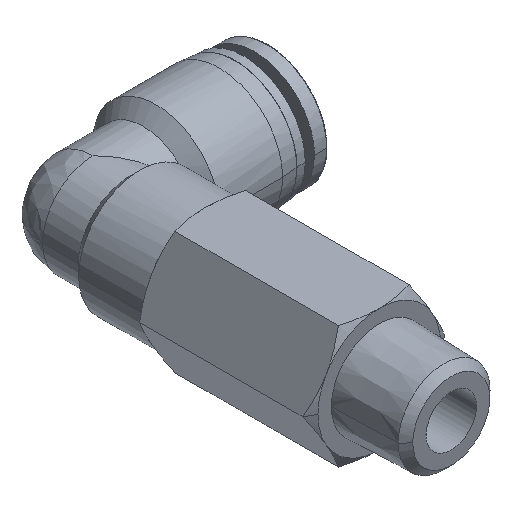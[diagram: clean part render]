
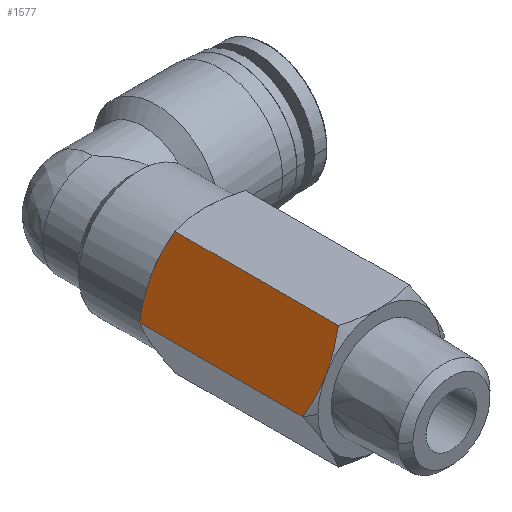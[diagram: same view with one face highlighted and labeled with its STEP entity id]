
A CAD part, isometric view. The second image highlights one B-rep face of the part: STEP entity #1577.
In plain terms, the highlighted planar face has unit normal (-0.866, 0, 0.5).
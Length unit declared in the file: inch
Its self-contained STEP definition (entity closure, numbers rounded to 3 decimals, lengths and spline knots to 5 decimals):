
#111 = EDGE_LOOP ( 'NONE', ( #673, #653, #3980, #4595, #466, #3010 ) ) ;
#143 = B_SPLINE_CURVE_WITH_KNOTS ( 'NONE', 3,
 ( #2174, #3726, #997, #3802, #1420, #4200 ),
 .UNSPECIFIED., .F., .F.,
 ( 4, 2, 4 ),
 ( 0., 0.5, 1. ),
 .UNSPECIFIED. ) ;
#230 = CARTESIAN_POINT ( 'NONE',  ( -0.32654, -0.94817, 0.1037 ) ) ;
#333 = CARTESIAN_POINT ( 'NONE',  ( -0.38642, -0.02989, 0. ) ) ;
#466 = ORIENTED_EDGE ( 'NONE', *, *, #3642, .T. ) ;
#479 = CARTESIAN_POINT ( 'NONE',  ( -0.21027, -0.93223, 0.30508 ) ) ;
#548 = VERTEX_POINT ( 'NONE', #1537 ) ;
#615 = CARTESIAN_POINT ( 'NONE',  ( -0.19321, -0.02989, 0.33465 ) ) ;
#636 = CARTESIAN_POINT ( 'NONE',  ( -0.33241, -0.9466, 0.09354 ) ) ;
#653 = ORIENTED_EDGE ( 'NONE', *, *, #5057, .F. ) ;
#673 = ORIENTED_EDGE ( 'NONE', *, *, #3234, .F. ) ;
#703 = DIRECTION ( 'NONE',  ( -0.866, 0., 0.5 ) ) ;
#873 = CARTESIAN_POINT ( 'NONE',  ( -0.22686, -0.93959, 0.27634 ) ) ;
#946 = CARTESIAN_POINT ( 'NONE',  ( -0.38642, -0.95276, 0. ) ) ;
#981 = LINE ( 'NONE', #946, #3004 ) ;
#996 = EDGE_CURVE ( 'NONE', #2691, #3422, #3901, .T. ) ;
#997 = CARTESIAN_POINT ( 'NONE',  ( -0.22748, -0.01222, 0.27529 ) ) ;
#1034 = CARTESIAN_POINT ( 'NONE',  ( -0.33532, -0.94574, 0.08849 ) ) ;
#1141 = CARTESIAN_POINT ( 'NONE',  ( -0.28981, 0., 0.16732 ) ) ;
#1296 = CARTESIAN_POINT ( 'NONE',  ( -0.23611, -0.94307, 0.26033 ) ) ;
#1339 = AXIS2_PLACEMENT_3D ( 'NONE', #3120, #703, #3500 ) ;
#1420 = CARTESIAN_POINT ( 'NONE',  ( -0.27459, 0., 0.1937 ) ) ;
#1444 = CARTESIAN_POINT ( 'NONE',  ( -0.28981, -0.95276, 0.16732 ) ) ;
#1457 = CARTESIAN_POINT ( 'NONE',  ( -0.36914, -0.93284, 0.02992 ) ) ;
#1537 = CARTESIAN_POINT ( 'NONE',  ( -0.19321, -0.92287, 0.33465 ) ) ;
#1577 = ADVANCED_FACE ( 'NONE', ( #2164 ), #2713, .T. ) ;
#1711 = CARTESIAN_POINT ( 'NONE',  ( -0.24123, -0.94478, 0.25147 ) ) ;
#1808 = EDGE_CURVE ( 'NONE', #548, #4115, #2081, .T. ) ;
#1907 = CARTESIAN_POINT ( 'NONE',  ( -0.19321, -0.95276, 0.33465 ) ) ;
#2081 = B_SPLINE_CURVE_WITH_KNOTS ( 'NONE', 3,
 ( #2879, #4461, #479, #3284, #873, #3678, #1296, #4079, #1711, #4476, #2128, #4869, #2530 ),
 .UNSPECIFIED., .F., .F.,
 ( 4, 2, 2, 1, 2, 2, 4 ),
 ( 0., 0.25, 0.375, 0.4375, 0.46875, 0.5, 1. ),
 .UNSPECIFIED. ) ;
#2128 = CARTESIAN_POINT ( 'NONE',  ( -0.25908, -0.95031, 0.22056 ) ) ;
#2164 = FACE_OUTER_BOUND ( 'NONE', #111, .T. ) ;
#2174 = CARTESIAN_POINT ( 'NONE',  ( -0.19321, -0.02989, 0.33465 ) ) ;
#2269 = CARTESIAN_POINT ( 'NONE',  ( -0.30527, -0.95214, 0.1405 ) ) ;
#2323 = DIRECTION ( 'NONE',  ( 0., 1., 0. ) ) ;
#2530 = CARTESIAN_POINT ( 'NONE',  ( -0.28981, -0.95276, 0.16732 ) ) ;
#2557 = EDGE_CURVE ( 'NONE', #548, #3680, #3477, .T. ) ;
#2657 = CARTESIAN_POINT ( 'NONE',  ( -0.3207, -0.94955, 0.11379 ) ) ;
#2691 = VERTEX_POINT ( 'NONE', #1141 ) ;
#2713 = PLANE ( 'NONE',  #1339 ) ;
#2879 = CARTESIAN_POINT ( 'NONE',  ( -0.19321, -0.92287, 0.33465 ) ) ;
#3004 = VECTOR ( 'NONE', #3791, 39.37008 ) ;
#3010 = ORIENTED_EDGE ( 'NONE', *, *, #996, .T. ) ;
#3045 = CARTESIAN_POINT ( 'NONE',  ( -0.32946, -0.94743, 0.09863 ) ) ;
#3050 = VERTEX_POINT ( 'NONE', #3640 ) ;
#3120 = CARTESIAN_POINT ( 'NONE',  ( -0.19321, -0.95276, 0.33465 ) ) ;
#3234 = EDGE_CURVE ( 'NONE', #3050, #3422, #981, .T. ) ;
#3284 = CARTESIAN_POINT ( 'NONE',  ( -0.22274, -0.93787, 0.28348 ) ) ;
#3360 = CARTESIAN_POINT ( 'NONE',  ( -0.38642, -0.02989, 0. ) ) ;
#3422 = VERTEX_POINT ( 'NONE', #333 ) ;
#3431 = CARTESIAN_POINT ( 'NONE',  ( -0.33437, -0.94602, 0.09014 ) ) ;
#3477 = LINE ( 'NONE', #1907, #4158 ) ;
#3500 = DIRECTION ( 'NONE',  ( 0.5, 0., 0.866 ) ) ;
#3578 = CARTESIAN_POINT ( 'NONE',  ( -0.36883, -0.01974, 0.03045 ) ) ;
#3597 = CARTESIAN_POINT ( 'NONE',  ( -0.35214, -0.01222, 0.05936 ) ) ;
#3611 = CARTESIAN_POINT ( 'NONE',  ( -0.32055, -0.00245, 0.11408 ) ) ;
#3636 = CARTESIAN_POINT ( 'NONE',  ( -0.30503, 0., 0.14096 ) ) ;
#3640 = CARTESIAN_POINT ( 'NONE',  ( -0.38642, -0.92287, 0. ) ) ;
#3642 = EDGE_CURVE ( 'NONE', #3680, #2691, #143, .T. ) ;
#3649 = CARTESIAN_POINT ( 'NONE',  ( -0.28981, 0., 0.16732 ) ) ;
#3678 = CARTESIAN_POINT ( 'NONE',  ( -0.23303, -0.94195, 0.26566 ) ) ;
#3680 = VERTEX_POINT ( 'NONE', #615 ) ;
#3726 = CARTESIAN_POINT ( 'NONE',  ( -0.21078, -0.01974, 0.30421 ) ) ;
#3791 = DIRECTION ( 'NONE',  ( 0., 1., 0. ) ) ;
#3802 = CARTESIAN_POINT ( 'NONE',  ( -0.25907, -0.00244, 0.22056 ) ) ;
#3828 = CARTESIAN_POINT ( 'NONE',  ( -0.29761, -0.95276, 0.15382 ) ) ;
#3838 = CARTESIAN_POINT ( 'NONE',  ( -0.35271, -0.94036, 0.05837 ) ) ;
#3901 = B_SPLINE_CURVE_WITH_KNOTS ( 'NONE', 3,
 ( #3649, #3636, #3611, #3597, #3578, #3360 ),
 .UNSPECIFIED., .F., .F.,
 ( 4, 2, 4 ),
 ( 0., 0.5, 1. ),
 .UNSPECIFIED. ) ;
#3965 = B_SPLINE_CURVE_WITH_KNOTS ( 'NONE', 3,
 ( #1444, #3828, #2269, #4991, #2657, #230, #3045, #636, #3431, #1034, #3838, #1457, #4238 ),
 .UNSPECIFIED., .F., .F.,
 ( 4, 2, 2, 1, 2, 2, 4 ),
 ( 0., 0.25, 0.375, 0.4375, 0.46875, 0.5, 1. ),
 .UNSPECIFIED. ) ;
#3980 = ORIENTED_EDGE ( 'NONE', *, *, #1808, .F. ) ;
#4079 = CARTESIAN_POINT ( 'NONE',  ( -0.23918, -0.94411, 0.25501 ) ) ;
#4115 = VERTEX_POINT ( 'NONE', #4388 ) ;
#4158 = VECTOR ( 'NONE', #2323, 39.37008 ) ;
#4200 = CARTESIAN_POINT ( 'NONE',  ( -0.28981, 0., 0.16732 ) ) ;
#4238 = CARTESIAN_POINT ( 'NONE',  ( -0.38642, -0.92287, 0. ) ) ;
#4388 = CARTESIAN_POINT ( 'NONE',  ( -0.28981, -0.95276, 0.16732 ) ) ;
#4461 = CARTESIAN_POINT ( 'NONE',  ( -0.20185, -0.92785, 0.31969 ) ) ;
#4476 = CARTESIAN_POINT ( 'NONE',  ( -0.24229, -0.94512, 0.24964 ) ) ;
#4595 = ORIENTED_EDGE ( 'NONE', *, *, #2557, .T. ) ;
#4869 = CARTESIAN_POINT ( 'NONE',  ( -0.27422, -0.95276, 0.19433 ) ) ;
#4991 = CARTESIAN_POINT ( 'NONE',  ( -0.31683, -0.95031, 0.12047 ) ) ;
#5057 = EDGE_CURVE ( 'NONE', #4115, #3050, #3965, .T. ) ;
